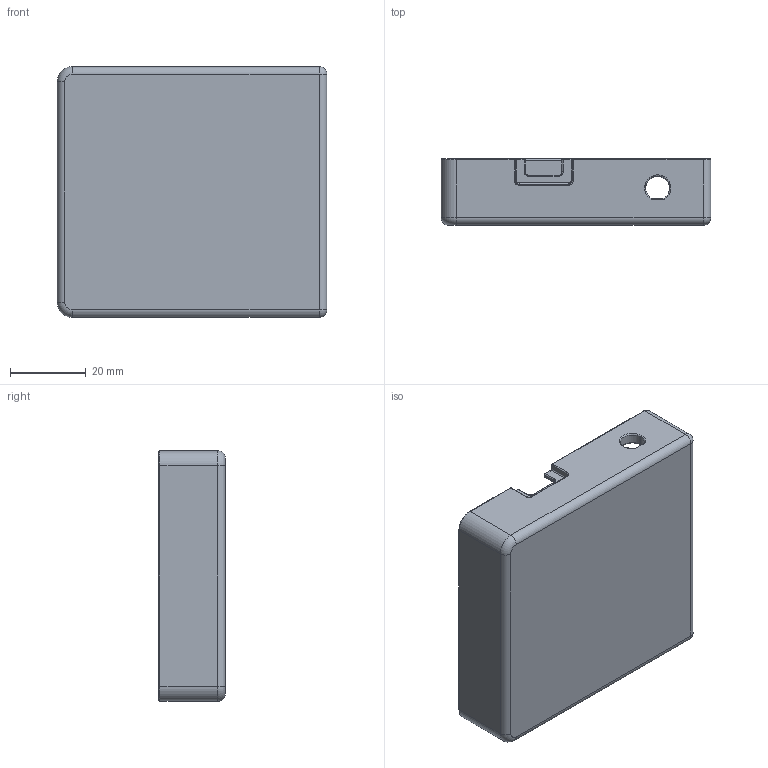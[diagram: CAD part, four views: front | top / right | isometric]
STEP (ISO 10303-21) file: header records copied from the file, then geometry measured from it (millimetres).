
FILE_DESCRIPTION (( 'STEP AP214' ), '1' );
FILE_NAME ('CapiBridge_Case.STEP', '2024-06-06T22:50:11', ( '' ), ( '' ), 'SwSTEP 2.0', 'SolidWorks 2022', '' );
FILE_SCHEMA (( 'AUTOMOTIVE_DESIGN' ));
Length unit declared in the file: millimetre
Products named in the file (1): CapiBridge_Case
Bounding box: 71 x 17.5 x 66 mm (x, y, z)
Volume: 25165.7 mm3; surface area: 17745.3 mm2
Topology: 1 solids, 1 shells, 194 faces, 452 edges, 256 vertices
Faces by surface type: cylinder 88, torus 63, plane 35, sphere 8
Entity records: 5781 total; most frequent: CARTESIAN_POINT 1237, DIRECTION 1055, ORIENTED_EDGE 888, EDGE_CURVE 444, AXIS2_PLACEMENT_3D 440, VERTEX_POINT 256, CIRCLE 245, EDGE_LOOP 208
